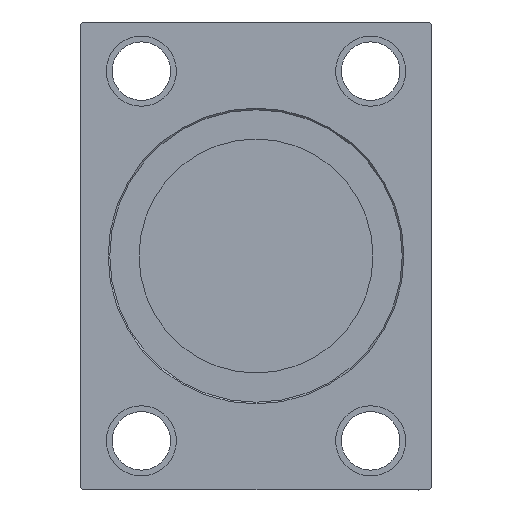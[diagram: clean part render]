
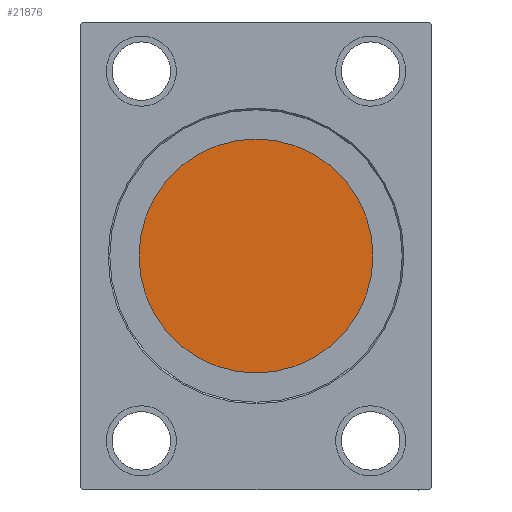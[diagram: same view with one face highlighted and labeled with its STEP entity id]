
A CAD part, left-side view. The second image highlights one B-rep face of the part: STEP entity #21876.
In plain terms, the highlighted planar face has unit normal (-1, 0, 0).
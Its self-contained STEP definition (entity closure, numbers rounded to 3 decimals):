
#350 = CARTESIAN_POINT ( 'NONE',  ( 194.7, 0., 0. ) ) ;
#588 = VERTEX_POINT ( 'NONE', #17943 ) ;
#6350 = DIRECTION ( 'NONE',  ( 0., 0., 1. ) ) ;
#6574 = DIRECTION ( 'NONE',  ( -1., 0., 0. ) ) ;
#7746 = AXIS2_PLACEMENT_3D ( 'NONE', #350, #6574, #6350 ) ;
#9057 = CARTESIAN_POINT ( 'NONE',  ( 194.7, 0., 0. ) ) ;
#9574 = PLANE ( 'NONE',  #7746 ) ;
#11291 = CIRCLE ( 'NONE', #18156, 50. ) ;
#16153 = VERTEX_POINT ( 'NONE', #24550 ) ;
#16869 = DIRECTION ( 'NONE',  ( 0., 0., 1. ) ) ;
#17282 = CARTESIAN_POINT ( 'NONE',  ( 194.7, 0., 0. ) ) ;
#17866 = ORIENTED_EDGE ( 'NONE', *, *, #25853, .T. ) ;
#17943 = CARTESIAN_POINT ( 'NONE',  ( 194.7, 0., 50. ) ) ;
#18156 = AXIS2_PLACEMENT_3D ( 'NONE', #17282, #30394, #16869 ) ;
#21876 = ADVANCED_FACE ( 'NONE', ( #29782 ), #9574, .T. ) ;
#24550 = CARTESIAN_POINT ( 'NONE',  ( 194.7, 0., -50. ) ) ;
#25784 = ORIENTED_EDGE ( 'NONE', *, *, #28626, .T. ) ;
#25828 = DIRECTION ( 'NONE',  ( 0., 0., 1. ) ) ;
#25853 = EDGE_CURVE ( 'NONE', #16153, #588, #11291, .T. ) ;
#26453 = AXIS2_PLACEMENT_3D ( 'NONE', #9057, #35475, #25828 ) ;
#28626 = EDGE_CURVE ( 'NONE', #588, #16153, #42223, .T. ) ;
#28879 = EDGE_LOOP ( 'NONE', ( #25784, #17866 ) ) ;
#29782 = FACE_OUTER_BOUND ( 'NONE', #28879, .T. ) ;
#30394 = DIRECTION ( 'NONE',  ( -1., 0., 0. ) ) ;
#35475 = DIRECTION ( 'NONE',  ( -1., 0., 0. ) ) ;
#42223 = CIRCLE ( 'NONE', #26453, 50. ) ;
